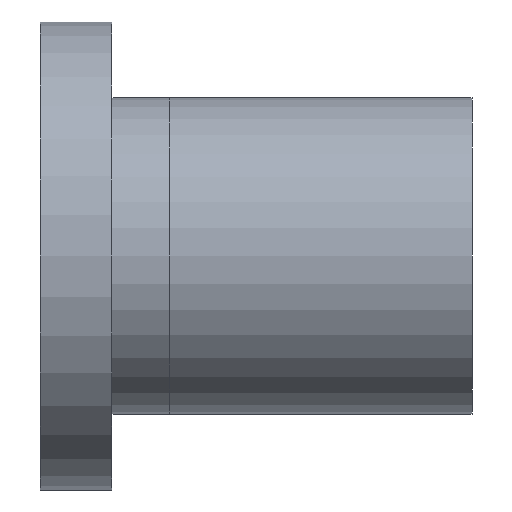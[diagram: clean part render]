
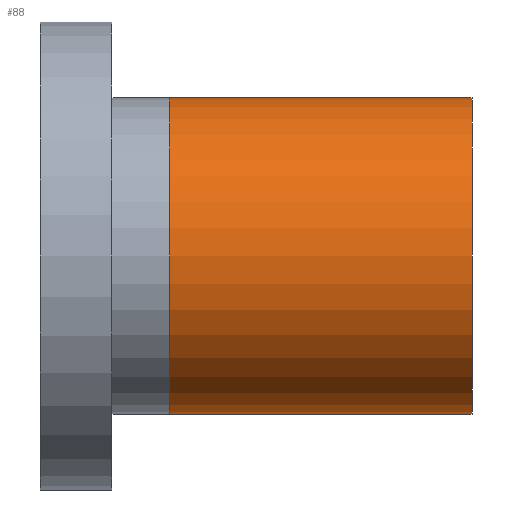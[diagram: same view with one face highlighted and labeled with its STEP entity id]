
A CAD part, front view. The second image highlights one B-rep face of the part: STEP entity #88.
In plain terms, the highlighted cylindrical face has radius 44 mm (diameter 88 mm), a partial arc.
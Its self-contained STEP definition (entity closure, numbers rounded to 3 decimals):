
#11 = EDGE_CURVE ( 'NONE', #402, #220, #151, .T. ) ;
#38 = ORIENTED_EDGE ( 'NONE', *, *, #11, .F. ) ;
#62 = EDGE_LOOP ( 'NONE', ( #591, #365, #623, #38 ) ) ;
#66 = DIRECTION ( 'NONE',  ( -1., 0., 0. ) ) ;
#67 = AXIS2_PLACEMENT_3D ( 'NONE', #666, #524, #409 ) ;
#88 = ADVANCED_FACE ( 'NONE', ( #367 ), #640, .T. ) ;
#125 = DIRECTION ( 'NONE',  ( -1., 0., 0. ) ) ;
#140 = CARTESIAN_POINT ( 'NONE',  ( 103.788, 0., 44. ) ) ;
#151 = CIRCLE ( 'NONE', #535, 44. ) ;
#153 = CARTESIAN_POINT ( 'NONE',  ( 19.788, 0., 44. ) ) ;
#161 = VECTOR ( 'NONE', #125, 1000. ) ;
#165 = DIRECTION ( 'NONE',  ( -1., 0., 0. ) ) ;
#183 = VERTEX_POINT ( 'NONE', #140 ) ;
#196 = CARTESIAN_POINT ( 'NONE',  ( -151.697, 0., 0. ) ) ;
#200 = AXIS2_PLACEMENT_3D ( 'NONE', #196, #66, #318 ) ;
#220 = VERTEX_POINT ( 'NONE', #153 ) ;
#318 = DIRECTION ( 'NONE',  ( 0., 0., 1. ) ) ;
#365 = ORIENTED_EDGE ( 'NONE', *, *, #407, .T. ) ;
#367 = FACE_OUTER_BOUND ( 'NONE', #62, .T. ) ;
#402 = VERTEX_POINT ( 'NONE', #470 ) ;
#407 = EDGE_CURVE ( 'NONE', #690, #183, #719, .T. ) ;
#409 = DIRECTION ( 'NONE',  ( 0., 0., 1. ) ) ;
#426 = CARTESIAN_POINT ( 'NONE',  ( 103.788, 0., -44. ) ) ;
#470 = CARTESIAN_POINT ( 'NONE',  ( 19.788, 0., -44. ) ) ;
#479 = CARTESIAN_POINT ( 'NONE',  ( 19.788, 0., 0. ) ) ;
#524 = DIRECTION ( 'NONE',  ( -1., 0., 0. ) ) ;
#535 = AXIS2_PLACEMENT_3D ( 'NONE', #479, #165, #733 ) ;
#555 = LINE ( 'NONE', #624, #578 ) ;
#564 = CARTESIAN_POINT ( 'NONE',  ( -151.697, 0., -44. ) ) ;
#578 = VECTOR ( 'NONE', #618, 1000. ) ;
#591 = ORIENTED_EDGE ( 'NONE', *, *, #648, .F. ) ;
#618 = DIRECTION ( 'NONE',  ( -1., 0., 0. ) ) ;
#623 = ORIENTED_EDGE ( 'NONE', *, *, #665, .T. ) ;
#624 = CARTESIAN_POINT ( 'NONE',  ( -151.697, 0., 44. ) ) ;
#632 = LINE ( 'NONE', #564, #161 ) ;
#640 = CYLINDRICAL_SURFACE ( 'NONE', #200, 44. ) ;
#648 = EDGE_CURVE ( 'NONE', #690, #402, #632, .T. ) ;
#665 = EDGE_CURVE ( 'NONE', #183, #220, #555, .T. ) ;
#666 = CARTESIAN_POINT ( 'NONE',  ( 103.788, 0., 0. ) ) ;
#690 = VERTEX_POINT ( 'NONE', #426 ) ;
#719 = CIRCLE ( 'NONE', #67, 44. ) ;
#733 = DIRECTION ( 'NONE',  ( 0., 0., 1. ) ) ;
